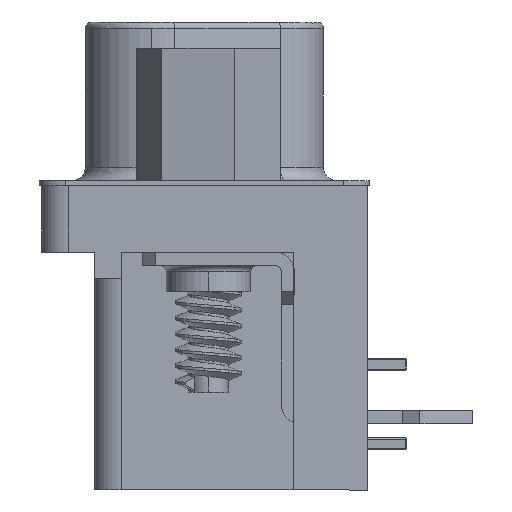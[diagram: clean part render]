
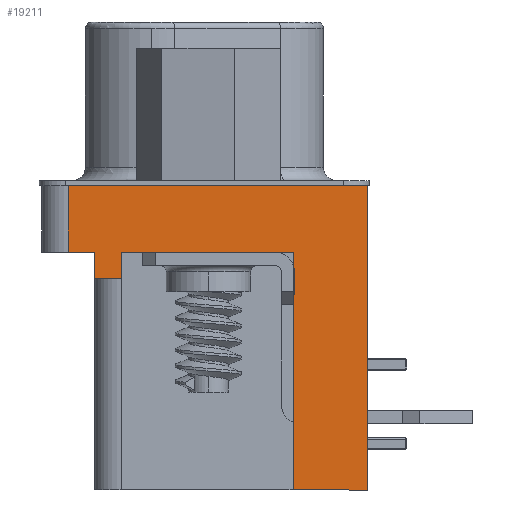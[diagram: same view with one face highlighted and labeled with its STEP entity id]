
A CAD part, left-side view. The second image highlights one B-rep face of the part: STEP entity #19211.
In plain terms, the highlighted planar face has unit normal (-1, 0, 0).
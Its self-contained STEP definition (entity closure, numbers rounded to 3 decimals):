
#810 = ORIENTED_EDGE ( 'NONE', *, *, #9755, .T. ) ;
#1005 = EDGE_CURVE ( 'NONE', #3787, #8460, #16599, .T. ) ;
#1339 = DIRECTION ( 'NONE',  ( 0., 0., -1. ) ) ;
#1481 = VECTOR ( 'NONE', #1551, 1000. ) ;
#1551 = DIRECTION ( 'NONE',  ( 0., 0., 1. ) ) ;
#1939 = ORIENTED_EDGE ( 'NONE', *, *, #2531, .T. ) ;
#1963 = VERTEX_POINT ( 'NONE', #13516 ) ;
#2047 = CARTESIAN_POINT ( 'NONE',  ( -15.15, 4.15, -3.7 ) ) ;
#2531 = EDGE_CURVE ( 'NONE', #1963, #3529, #17512, .T. ) ;
#2665 = LINE ( 'NONE', #13692, #1481 ) ;
#2749 = VERTEX_POINT ( 'NONE', #2047 ) ;
#2961 = EDGE_CURVE ( 'NONE', #6276, #2749, #15363, .T. ) ;
#3009 = EDGE_CURVE ( 'NONE', #13000, #3840, #16542, .T. ) ;
#3053 = ORIENTED_EDGE ( 'NONE', *, *, #10788, .T. ) ;
#3320 = CARTESIAN_POINT ( 'NONE',  ( -15.15, 3.15, -3.7 ) ) ;
#3363 = VECTOR ( 'NONE', #1339, 1000. ) ;
#3529 = VERTEX_POINT ( 'NONE', #7227 ) ;
#3787 = VERTEX_POINT ( 'NONE', #11932 ) ;
#3840 = VERTEX_POINT ( 'NONE', #5882 ) ;
#3973 = CARTESIAN_POINT ( 'NONE',  ( -15.15, 5.15, -11.7 ) ) ;
#4149 = DIRECTION ( 'NONE',  ( 0., 1., 0. ) ) ;
#4879 = ORIENTED_EDGE ( 'NONE', *, *, #3009, .T. ) ;
#4931 = PLANE ( 'NONE',  #9346 ) ;
#5360 = ORIENTED_EDGE ( 'NONE', *, *, #8637, .T. ) ;
#5362 = CARTESIAN_POINT ( 'NONE',  ( -15.15, 4.15, -11.7 ) ) ;
#5741 = DIRECTION ( 'NONE',  ( 0., 1., 0. ) ) ;
#5879 = LINE ( 'NONE', #14121, #10675 ) ;
#5882 = CARTESIAN_POINT ( 'NONE',  ( -15.15, -3.35, -11.7 ) ) ;
#6276 = VERTEX_POINT ( 'NONE', #3320 ) ;
#6330 = CARTESIAN_POINT ( 'NONE',  ( -15.15, -6.15, -11.7 ) ) ;
#6437 = FACE_OUTER_BOUND ( 'NONE', #10522, .T. ) ;
#6514 = VECTOR ( 'NONE', #5741, 1000. ) ;
#6516 = EDGE_CURVE ( 'NONE', #3529, #2749, #16656, .T. ) ;
#6830 = DIRECTION ( 'NONE',  ( 0., 0., -1. ) ) ;
#7118 = DIRECTION ( 'NONE',  ( 0., 0., -1. ) ) ;
#7227 = CARTESIAN_POINT ( 'NONE',  ( -15.15, 4.15, -2.7 ) ) ;
#7760 = VERTEX_POINT ( 'NONE', #6330 ) ;
#7993 = VECTOR ( 'NONE', #18996, 1000. ) ;
#8387 = CARTESIAN_POINT ( 'NONE',  ( -15.15, 5.15, -2.7 ) ) ;
#8460 = VERTEX_POINT ( 'NONE', #17107 ) ;
#8637 = EDGE_CURVE ( 'NONE', #12031, #13000, #11602, .T. ) ;
#8716 = CARTESIAN_POINT ( 'NONE',  ( -15.15, -3.35, -2.7 ) ) ;
#8860 = VECTOR ( 'NONE', #17938, 1000. ) ;
#9346 = AXIS2_PLACEMENT_3D ( 'NONE', #11237, #12576, #18959 ) ;
#9755 = EDGE_CURVE ( 'NONE', #6276, #12031, #2665, .T. ) ;
#10158 = CARTESIAN_POINT ( 'NONE',  ( -15.15, -6.15, -2.7 ) ) ;
#10522 = EDGE_LOOP ( 'NONE', ( #4879, #3053, #12949, #17169, #16241, #16915, #1939, #10748, #15505, #810, #5360 ) ) ;
#10675 = VECTOR ( 'NONE', #14052, 1000. ) ;
#10748 = ORIENTED_EDGE ( 'NONE', *, *, #6516, .T. ) ;
#10785 = EDGE_CURVE ( 'NONE', #3787, #7760, #12938, .T. ) ;
#10788 = EDGE_CURVE ( 'NONE', #3840, #7760, #16054, .T. ) ;
#11237 = CARTESIAN_POINT ( 'NONE',  ( -15.15, 5.15, -2.7 ) ) ;
#11602 = LINE ( 'NONE', #8387, #7993 ) ;
#11721 = CARTESIAN_POINT ( 'NONE',  ( -15.15, 5.15, -0.2 ) ) ;
#11932 = CARTESIAN_POINT ( 'NONE',  ( -15.15, -6.15, -0.2 ) ) ;
#12031 = VERTEX_POINT ( 'NONE', #19261 ) ;
#12576 = DIRECTION ( 'NONE',  ( -1., 0., 0. ) ) ;
#12938 = LINE ( 'NONE', #10158, #19184 ) ;
#12949 = ORIENTED_EDGE ( 'NONE', *, *, #10785, .F. ) ;
#13000 = VERTEX_POINT ( 'NONE', #14396 ) ;
#13516 = CARTESIAN_POINT ( 'NONE',  ( -15.15, 5.15, -2.7 ) ) ;
#13692 = CARTESIAN_POINT ( 'NONE',  ( -15.15, 3.15, -3.7 ) ) ;
#13721 = VECTOR ( 'NONE', #16688, 1000. ) ;
#14052 = DIRECTION ( 'NONE',  ( 0., 1., 0. ) ) ;
#14121 = CARTESIAN_POINT ( 'NONE',  ( -15.15, 5.25, -0.2 ) ) ;
#14235 = CARTESIAN_POINT ( 'NONE',  ( -15.15, 5.15, -0.2 ) ) ;
#14396 = CARTESIAN_POINT ( 'NONE',  ( -15.15, -3.35, -2.7 ) ) ;
#15363 = LINE ( 'NONE', #16354, #18479 ) ;
#15475 = EDGE_CURVE ( 'NONE', #8460, #16855, #5879, .T. ) ;
#15505 = ORIENTED_EDGE ( 'NONE', *, *, #2961, .F. ) ;
#15723 = DIRECTION ( 'NONE',  ( 0., -1., 0. ) ) ;
#16054 = LINE ( 'NONE', #3973, #8860 ) ;
#16241 = ORIENTED_EDGE ( 'NONE', *, *, #15475, .T. ) ;
#16354 = CARTESIAN_POINT ( 'NONE',  ( -15.15, 3.15, -3.7 ) ) ;
#16542 = LINE ( 'NONE', #8716, #3363 ) ;
#16599 = LINE ( 'NONE', #11721, #6514 ) ;
#16656 = LINE ( 'NONE', #5362, #18596 ) ;
#16688 = DIRECTION ( 'NONE',  ( 0., 0., -1. ) ) ;
#16855 = VERTEX_POINT ( 'NONE', #14235 ) ;
#16915 = ORIENTED_EDGE ( 'NONE', *, *, #17865, .T. ) ;
#17107 = CARTESIAN_POINT ( 'NONE',  ( -15.15, -5.686, -0.2 ) ) ;
#17169 = ORIENTED_EDGE ( 'NONE', *, *, #1005, .T. ) ;
#17198 = CARTESIAN_POINT ( 'NONE',  ( -15.15, 5.15, -2.7 ) ) ;
#17512 = LINE ( 'NONE', #17198, #18993 ) ;
#17786 = LINE ( 'NONE', #19613, #13721 ) ;
#17865 = EDGE_CURVE ( 'NONE', #16855, #1963, #17786, .T. ) ;
#17938 = DIRECTION ( 'NONE',  ( 0., -1., 0. ) ) ;
#18479 = VECTOR ( 'NONE', #4149, 1000. ) ;
#18596 = VECTOR ( 'NONE', #6830, 1000. ) ;
#18959 = DIRECTION ( 'NONE',  ( 0., -1., 0. ) ) ;
#18993 = VECTOR ( 'NONE', #15723, 1000. ) ;
#18996 = DIRECTION ( 'NONE',  ( 0., -1., 0. ) ) ;
#19184 = VECTOR ( 'NONE', #7118, 1000. ) ;
#19211 = ADVANCED_FACE ( 'NONE', ( #6437 ), #4931, .T. ) ;
#19261 = CARTESIAN_POINT ( 'NONE',  ( -15.15, 3.15, -2.7 ) ) ;
#19613 = CARTESIAN_POINT ( 'NONE',  ( -15.15, 5.15, -2.7 ) ) ;
